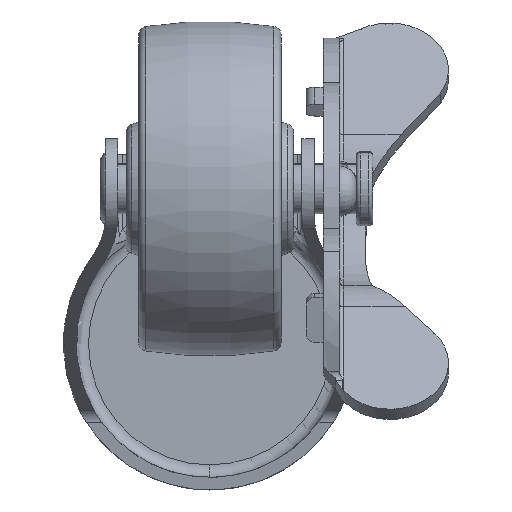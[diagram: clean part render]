
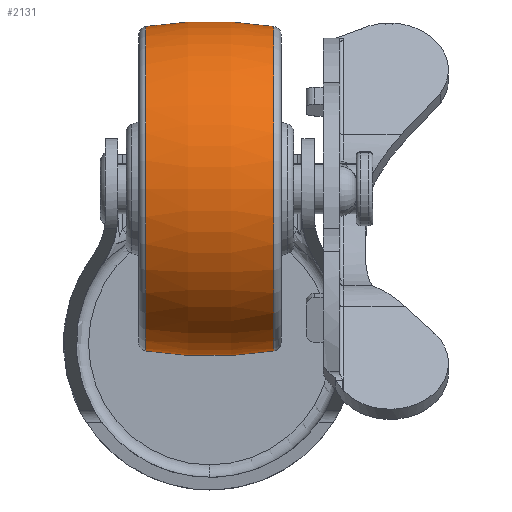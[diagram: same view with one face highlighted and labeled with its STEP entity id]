
A CAD part, front view. The second image highlights one B-rep face of the part: STEP entity #2131.
In plain terms, the highlighted toroidal (fillet/blend) face has major radius 28.542 mm and minor radius 48.542 mm.
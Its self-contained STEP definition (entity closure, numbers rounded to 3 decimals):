
#160 = EDGE_CURVE ( 'NONE', #9985, #1688, #15199, .T. ) ;
#766 = CARTESIAN_POINT ( 'NONE',  ( 7.658, 0., -19.392 ) ) ;
#924 = FACE_OUTER_BOUND ( 'NONE', #15620, .T. ) ;
#956 = ORIENTED_EDGE ( 'NONE', *, *, #10683, .T. ) ;
#1688 = VERTEX_POINT ( 'NONE', #4831 ) ;
#1945 = DIRECTION ( 'NONE',  ( 0., -1., 0. ) ) ;
#2131 = ADVANCED_FACE ( 'NONE', ( #924 ), #7641, .T. ) ;
#2255 = DIRECTION ( 'NONE',  ( 0., 1., 0. ) ) ;
#3363 = EDGE_CURVE ( 'NONE', #9985, #7672, #4284, .T. ) ;
#3607 = EDGE_CURVE ( 'NONE', #7672, #12998, #4009, .T. ) ;
#4009 = CIRCLE ( 'NONE', #14066, 19.392 ) ;
#4075 = ORIENTED_EDGE ( 'NONE', *, *, #160, .T. ) ;
#4284 = CIRCLE ( 'NONE', #14318, 48.542 ) ;
#4454 = DIRECTION ( 'NONE',  ( 0., 0., -1. ) ) ;
#4831 = CARTESIAN_POINT ( 'NONE',  ( 7.658, 0., 19.392 ) ) ;
#6289 = ORIENTED_EDGE ( 'NONE', *, *, #3363, .F. ) ;
#6501 = CARTESIAN_POINT ( 'NONE',  ( 7.658, 0., 0. ) ) ;
#6680 = CIRCLE ( 'NONE', #9764, 48.542 ) ;
#6695 = DIRECTION ( 'NONE',  ( 0., 0., 1. ) ) ;
#7468 = CARTESIAN_POINT ( 'NONE',  ( -7.658, 0., -19.392 ) ) ;
#7641 = TOROIDAL_SURFACE ( 'NONE', #11503, -28.542, 48.542 ) ;
#7672 = VERTEX_POINT ( 'NONE', #7468 ) ;
#8333 = CARTESIAN_POINT ( 'NONE',  ( -7.658, 0., 19.392 ) ) ;
#9113 = DIRECTION ( 'NONE',  ( -1., 0., 0. ) ) ;
#9764 = AXIS2_PLACEMENT_3D ( 'NONE', #11716, #1945, #4454 ) ;
#9985 = VERTEX_POINT ( 'NONE', #766 ) ;
#10128 = DIRECTION ( 'NONE',  ( 0., 0., 1. ) ) ;
#10683 = EDGE_CURVE ( 'NONE', #1688, #12998, #6680, .T. ) ;
#10934 = DIRECTION ( 'NONE',  ( -1., 0., 0. ) ) ;
#11398 = DIRECTION ( 'NONE',  ( -1., 0., 0. ) ) ;
#11503 = AXIS2_PLACEMENT_3D ( 'NONE', #15920, #10934, #13203 ) ;
#11716 = CARTESIAN_POINT ( 'NONE',  ( 0., 0., -28.542 ) ) ;
#12020 = CARTESIAN_POINT ( 'NONE',  ( 0., 0., 28.542 ) ) ;
#12998 = VERTEX_POINT ( 'NONE', #8333 ) ;
#13203 = DIRECTION ( 'NONE',  ( 0., 0., 1. ) ) ;
#14066 = AXIS2_PLACEMENT_3D ( 'NONE', #15231, #9113, #6695 ) ;
#14318 = AXIS2_PLACEMENT_3D ( 'NONE', #12020, #2255, #14438 ) ;
#14438 = DIRECTION ( 'NONE',  ( 0., 0., 1. ) ) ;
#14945 = AXIS2_PLACEMENT_3D ( 'NONE', #6501, #11398, #10128 ) ;
#15199 = CIRCLE ( 'NONE', #14945, 19.392 ) ;
#15231 = CARTESIAN_POINT ( 'NONE',  ( -7.658, 0., 0. ) ) ;
#15472 = ORIENTED_EDGE ( 'NONE', *, *, #3607, .F. ) ;
#15620 = EDGE_LOOP ( 'NONE', ( #6289, #4075, #956, #15472 ) ) ;
#15920 = CARTESIAN_POINT ( 'NONE',  ( 0., 0., 0. ) ) ;
